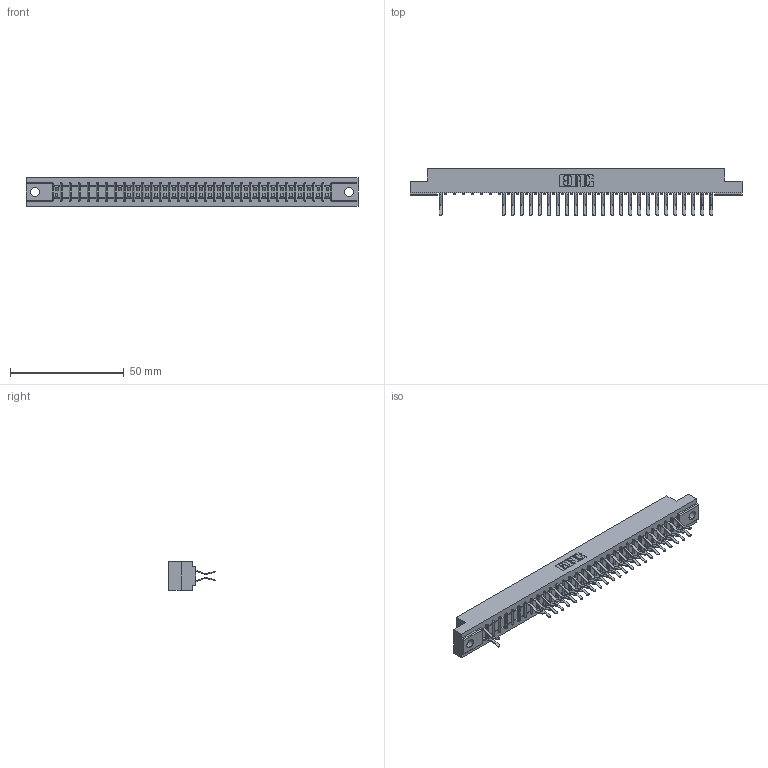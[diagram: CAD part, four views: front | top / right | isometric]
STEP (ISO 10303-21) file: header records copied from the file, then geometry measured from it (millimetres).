
FILE_DESCRIPTION (( 'STEP AP203' ), '1' );
FILE_NAME ('307-062-560-204.STEP', '2018-08-06T09:45:55', ( '' ), ( '' ), 'SwSTEP 2.0', 'SolidWorks 2016', '' );
FILE_SCHEMA (( 'CONFIG_CONTROL_DESIGN' ));
Length unit declared in the file: inch
Products named in the file (3): 307-062-560-204; 307 Part_.156 Dia Mounting Holes; 307-290-001_560
Assembly tree (50 placements, depth 2):
  307-062-560-204
    307 Part_.156 Dia Mounting Holes
    307-290-001_560  x49
Bounding box: 145.85 x 20.73 x 12.7 mm (x, y, z)
Volume: 15217.9 mm3; surface area: 17455 mm2
Topology: 50 solids, 50 shells, 2744 faces, 7733 edges, 5002 vertices
Faces by surface type: plane 1779, cylinder 901, sphere 64
Entity records: 29030 total; most frequent: CARTESIAN_POINT 4812, ORIENTED_EDGE 4778, DIRECTION 4697, EDGE_CURVE 2389, LINE 1835, VECTOR 1835, VERTEX_POINT 1546, AXIS2_PLACEMENT_3D 1431
